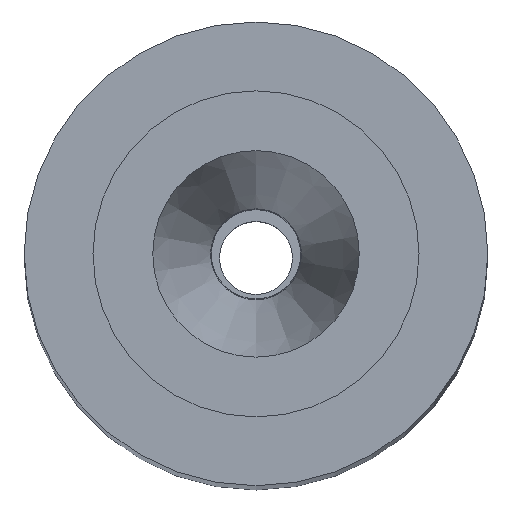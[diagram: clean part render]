
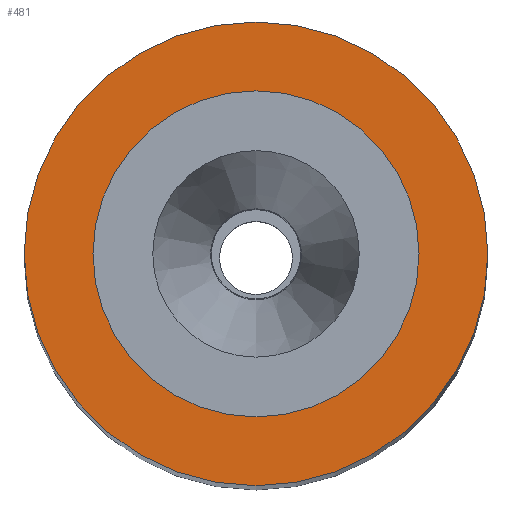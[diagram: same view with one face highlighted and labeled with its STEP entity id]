
A CAD part, top view. The second image highlights one B-rep face of the part: STEP entity #481.
In plain terms, the highlighted face is planar.
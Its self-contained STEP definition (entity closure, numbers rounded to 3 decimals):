
#73=FACE_BOUND('',#140,.T.);
#88=PLANE('',#594);
#105=FACE_OUTER_BOUND('',#139,.T.);
#139=EDGE_LOOP('',(#360));
#140=EDGE_LOOP('',(#361));
#224=CIRCLE('',#595,20.21);
#225=CIRCLE('',#596,14.21);
#263=VERTEX_POINT('',#879);
#264=VERTEX_POINT('',#881);
#302=EDGE_CURVE('',#263,#263,#224,.T.);
#303=EDGE_CURVE('',#264,#264,#225,.T.);
#360=ORIENTED_EDGE('',*,*,#302,.F.);
#361=ORIENTED_EDGE('',*,*,#303,.F.);
#481=ADVANCED_FACE('',(#105,#73),#88,.F.);
#594=AXIS2_PLACEMENT_3D('',#878,#691,#692);
#595=AXIS2_PLACEMENT_3D('',#880,#693,#694);
#596=AXIS2_PLACEMENT_3D('',#882,#695,#696);
#691=DIRECTION('center_axis',(0.,1.,0.));
#692=DIRECTION('ref_axis',(0.,0.,1.));
#693=DIRECTION('center_axis',(0.,1.,0.));
#694=DIRECTION('ref_axis',(0.,0.,1.));
#695=DIRECTION('center_axis',(0.,-1.,0.));
#696=DIRECTION('ref_axis',(0.,0.,-1.));
#878=CARTESIAN_POINT('Origin',(0.,0.,0.));
#879=CARTESIAN_POINT('',(0.,0.,20.21));
#880=CARTESIAN_POINT('Origin',(0.,0.,0.));
#881=CARTESIAN_POINT('',(0.,0.,14.21));
#882=CARTESIAN_POINT('Origin',(0.,0.,0.));
